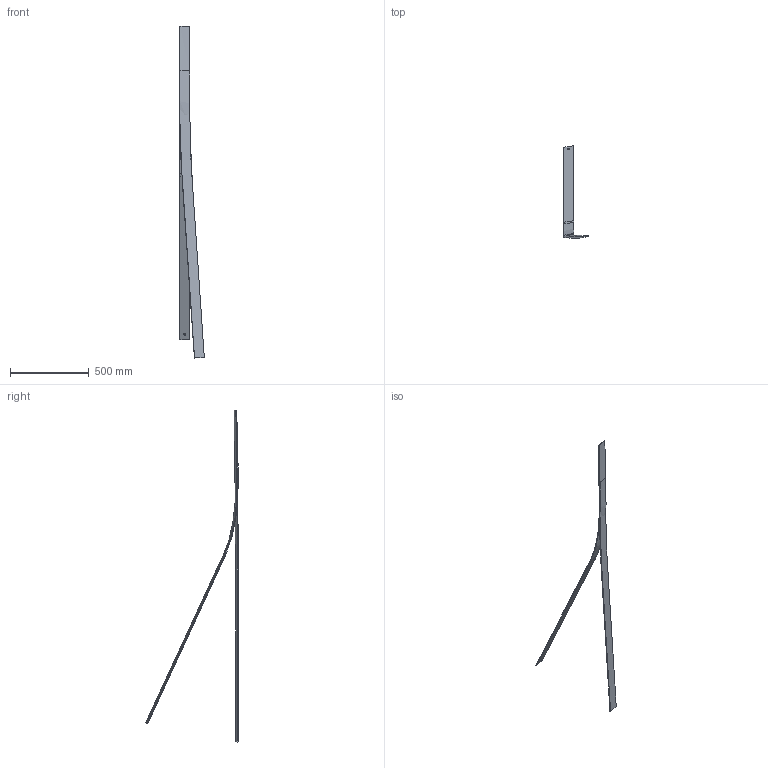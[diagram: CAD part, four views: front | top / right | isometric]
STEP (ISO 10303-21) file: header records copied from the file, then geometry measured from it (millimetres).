
FILE_DESCRIPTION (( 'STEP AP214' ), '1' );
FILE_NAME ('CE9300124-001_AK.STEP', '2016-05-13T13:57:38', ( '' ), ( '' ), 'SwSTEP 2.0', 'SolidWorks 2014', '' );
FILE_SCHEMA (( 'AUTOMOTIVE_DESIGN' ));
Length unit declared in the file: millimetre
Products named in the file (1): CE9300124-001_AK
Bounding box: 156.18 x 588.55 x 2111.92 mm (x, y, z)
Volume: 1296473.4 mm3; surface area: 582925.7 mm2
Topology: 2 solids, 2 shells, 25 faces, 51 edges, 30 vertices
Faces by surface type: bspline 14, plane 10, cylinder 1
Full cylindrical faces by diameter (mm): 12.7 x1
Entity records: 2296 total; most frequent: CARTESIAN_POINT 1610, ORIENTED_EDGE 100, DIRECTION 52, EDGE_CURVE 50, VERTEX_POINT 30, EDGE_LOOP 28, FACE_OUTER_BOUND 26, ADVANCED_FACE 25
